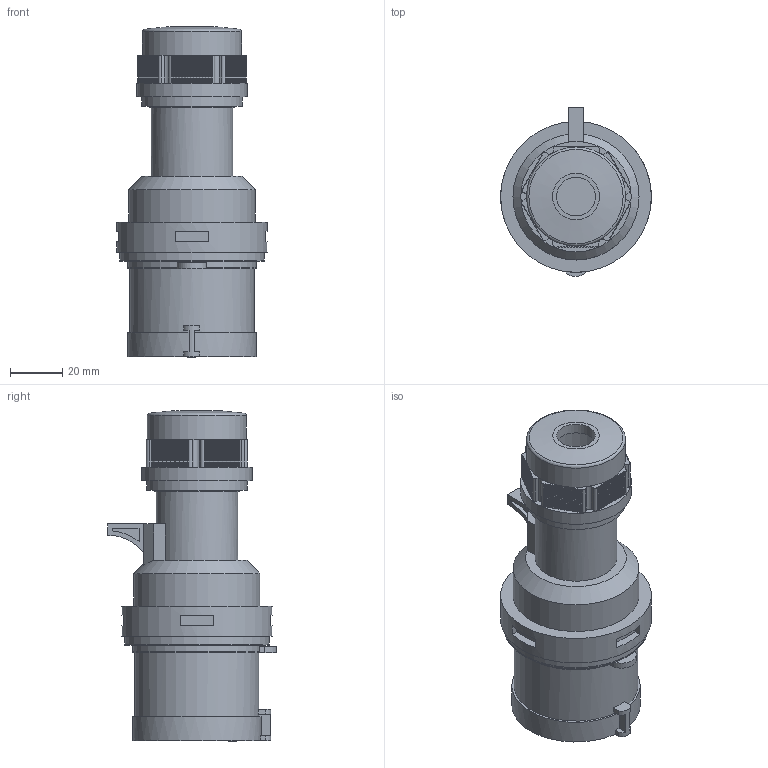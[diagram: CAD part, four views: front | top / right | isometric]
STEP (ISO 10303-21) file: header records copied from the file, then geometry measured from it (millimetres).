
FILE_DESCRIPTION(/* description */ (''),/* implementation_level */ '2;1');
FILE_NAME(/* name */ '015体.stp',/* time_stamp */ '2024-03-31T21:39:37+08:00',/* author */ (''),/* organization */ (''),/* preprocessor_version */ 'ST-DEVELOPER v16',/* originating_system */ 'SIEMENS PLM Software NX 10.0',/* authorisation */ '');
FILE_SCHEMA (('AUTOMOTIVE_DESIGN { 1 0 10303 214 3 1 1 1 }'));
Length unit declared in the file: millimetre
Products named in the file (1): 015体
Bounding box: 57.7 x 64.63 x 126.5 mm (x, y, z)
Volume: 120428.7 mm3; surface area: 43959.9 mm2
Topology: 15 solids, 15 shells, 484 faces, 1323 edges, 883 vertices
Faces by surface type: plane 427, cylinder 50, bspline 4, cone 2, torus 1
Full cylindrical faces by diameter (mm): 5 x5, 7 x1, 8 x3, 14.85 x1, 31.3 x1, 32.3 x1, 32.8 x1, 37.9 x1, 38.5 x1, 42.3 x1, 43.7 x2, 47.5 x1, 48.3 x1, 49 x2, 55.4 x2, 57.7 x1
Entity records: 15025 total; most frequent: CARTESIAN_POINT 2753, ORIENTED_EDGE 2550, DIRECTION 2359, EDGE_CURVE 1275, LINE 1143, VECTOR 1143, VERTEX_POINT 868, AXIS2_PLACEMENT_3D 608
